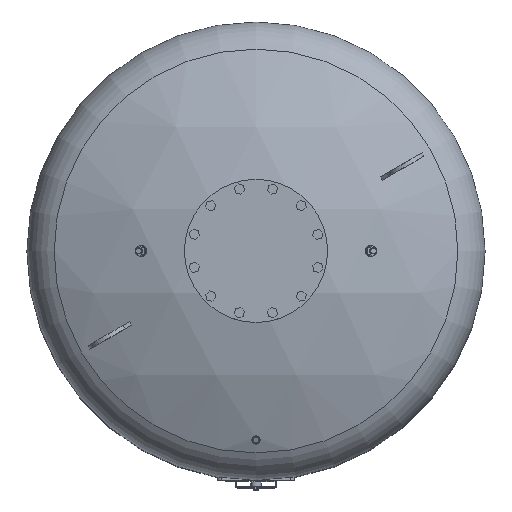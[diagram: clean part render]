
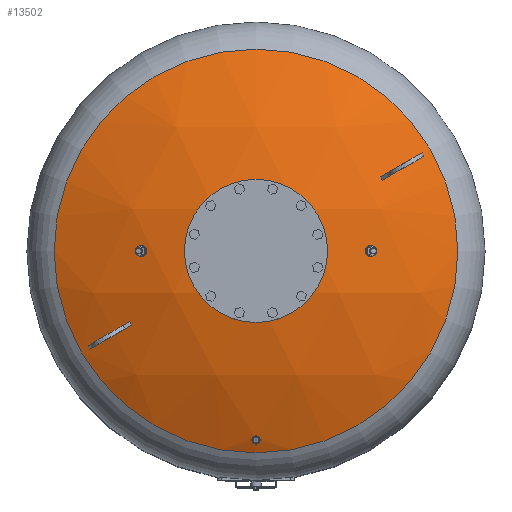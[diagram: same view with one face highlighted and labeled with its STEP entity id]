
A CAD part, top view. The second image highlights one B-rep face of the part: STEP entity #13502.
In plain terms, the highlighted spherical face has radius 1207 mm.
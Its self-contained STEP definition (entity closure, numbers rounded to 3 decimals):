
#32=SPHERICAL_SURFACE('',#14596,1207.);
#51=B_SPLINE_CURVE_WITH_KNOTS('',3,(#21513,#21514,#21515,#21516,#21517,
#21518,#21519,#21520,#21521,#21522,#21523,#21524,#21525,#21526,#21527,#21528,
#21529,#21530,#21531,#21532,#21533,#21534,#21535,#21536,#21537,#21538,#21539,
#21540,#21541,#21542,#21543,#21544,#21545,#21546,#21547,#21548,#21549,#21550,
#21551,#21552,#21553,#21554,#21555,#21556,#21557,#21558,#21559,#21560,#21561,
#21562,#21563,#21564,#21565,#21566,#21567,#21568,#21569,#21570,#21571,#21572,
#21573,#21574,#21575,#21576,#21577,#21578),.UNSPECIFIED.,.T.,.F.,(4,2,2,
2,2,2,2,2,2,2,2,2,2,2,2,2,2,2,2,2,2,2,2,2,2,2,2,2,2,2,2,2,4),(0.,1.997,
3.994,5.991,7.988,10.199,12.411,
14.622,16.833,19.043,21.253,23.463,
25.673,27.67,29.667,31.664,33.66,
35.657,37.654,39.651,41.648,43.858,
46.068,48.278,50.488,52.699,54.91,
57.122,59.333,61.33,63.327,65.324,
67.321),.UNSPECIFIED.);
#220=FACE_BOUND('',#2466,.T.);
#687=CIRCLE('',#14597,528.621);
#1510=FACE_OUTER_BOUND('',#2465,.T.);
#2465=EDGE_LOOP('',(#10936));
#2466=EDGE_LOOP('',(#10937));
#6483=VERTEX_POINT('',#21510);
#6484=VERTEX_POINT('',#21512);
#8077=EDGE_CURVE('',#6483,#6483,#687,.T.);
#8078=EDGE_CURVE('',#6484,#6484,#51,.T.);
#10936=ORIENTED_EDGE('',*,*,#8077,.F.);
#10937=ORIENTED_EDGE('',*,*,#8078,.F.);
#13502=ADVANCED_FACE('',(#1510,#220),#32,.T.);
#14596=AXIS2_PLACEMENT_3D('',#21509,#17355,#17356);
#14597=AXIS2_PLACEMENT_3D('',#21511,#17357,#17358);
#17355=DIRECTION('center_axis',(0.,-1.,0.));
#17356=DIRECTION('ref_axis',(-1.,0.,0.));
#17357=DIRECTION('center_axis',(0.,0.,
-1.));
#17358=DIRECTION('ref_axis',(1.,0.,0.));
#21509=CARTESIAN_POINT('Origin',(0.,0.,
725.));
#21510=CARTESIAN_POINT('',(528.621,0.,1810.085));
#21511=CARTESIAN_POINT('Origin',(0.,0.,
1810.085));
#21512=CARTESIAN_POINT('',(0.,-505.65,1820.978));
#21513=CARTESIAN_POINT('Ctrl Pts',(0.,-505.65,1820.978));
#21514=CARTESIAN_POINT('Ctrl Pts',(0.666,-505.65,1820.978));
#21515=CARTESIAN_POINT('Ctrl Pts',(1.352,-505.587,1821.006));
#21516=CARTESIAN_POINT('Ctrl Pts',(2.711,-505.322,1821.126));
#21517=CARTESIAN_POINT('Ctrl Pts',(3.385,-505.122,1821.216));
#21518=CARTESIAN_POINT('Ctrl Pts',(4.672,-504.596,1821.454));
#21519=CARTESIAN_POINT('Ctrl Pts',(5.286,-504.27,1821.601));
#21520=CARTESIAN_POINT('Ctrl Pts',(6.418,-503.526,1821.937));
#21521=CARTESIAN_POINT('Ctrl Pts',(6.936,-503.107,1822.126));
#21522=CARTESIAN_POINT('Ctrl Pts',(7.899,-502.178,1822.545));
#21523=CARTESIAN_POINT('Ctrl Pts',(8.368,-501.627,1822.793));
#21524=CARTESIAN_POINT('Ctrl Pts',(9.188,-500.434,1823.331));
#21525=CARTESIAN_POINT('Ctrl Pts',(9.539,-499.791,1823.621));
#21526=CARTESIAN_POINT('Ctrl Pts',(10.1,-498.454,1824.223));
#21527=CARTESIAN_POINT('Ctrl Pts',(10.31,-497.76,1824.535));
#21528=CARTESIAN_POINT('Ctrl Pts',(10.585,-496.369,1825.161));
#21529=CARTESIAN_POINT('Ctrl Pts',(10.65,-495.672,1825.475));
#21530=CARTESIAN_POINT('Ctrl Pts',(10.65,-494.328,1826.079));
#21531=CARTESIAN_POINT('Ctrl Pts',(10.585,-493.631,1826.393));
#21532=CARTESIAN_POINT('Ctrl Pts',(10.311,-492.241,1827.017));
#21533=CARTESIAN_POINT('Ctrl Pts',(10.101,-491.547,1827.329));
#21534=CARTESIAN_POINT('Ctrl Pts',(9.54,-490.211,1827.929));
#21535=CARTESIAN_POINT('Ctrl Pts',(9.189,-489.567,1828.218));
#21536=CARTESIAN_POINT('Ctrl Pts',(8.369,-488.374,1828.753));
#21537=CARTESIAN_POINT('Ctrl Pts',(7.9,-487.823,1829.));
#21538=CARTESIAN_POINT('Ctrl Pts',(6.937,-486.894,1829.416));
#21539=CARTESIAN_POINT('Ctrl Pts',(6.419,-486.475,1829.604));
#21540=CARTESIAN_POINT('Ctrl Pts',(5.286,-485.73,1829.938));
#21541=CARTESIAN_POINT('Ctrl Pts',(4.672,-485.404,1830.084));
#21542=CARTESIAN_POINT('Ctrl Pts',(3.385,-484.878,1830.319));
#21543=CARTESIAN_POINT('Ctrl Pts',(2.711,-484.678,1830.409));
#21544=CARTESIAN_POINT('Ctrl Pts',(1.352,-484.413,1830.528));
#21545=CARTESIAN_POINT('Ctrl Pts',(0.666,-484.35,1830.556));
#21546=CARTESIAN_POINT('Ctrl Pts',(-0.666,-484.35,1830.556));
#21547=CARTESIAN_POINT('Ctrl Pts',(-1.352,-484.413,
1830.528));
#21548=CARTESIAN_POINT('Ctrl Pts',(-2.711,-484.678,
1830.409));
#21549=CARTESIAN_POINT('Ctrl Pts',(-3.385,-484.878,
1830.319));
#21550=CARTESIAN_POINT('Ctrl Pts',(-4.672,-485.404,1830.084));
#21551=CARTESIAN_POINT('Ctrl Pts',(-5.286,-485.73,
1829.938));
#21552=CARTESIAN_POINT('Ctrl Pts',(-6.419,-486.475,
1829.604));
#21553=CARTESIAN_POINT('Ctrl Pts',(-6.937,-486.894,
1829.416));
#21554=CARTESIAN_POINT('Ctrl Pts',(-7.9,-487.823,
1829.));
#21555=CARTESIAN_POINT('Ctrl Pts',(-8.369,-488.374,
1828.753));
#21556=CARTESIAN_POINT('Ctrl Pts',(-9.189,-489.567,
1828.218));
#21557=CARTESIAN_POINT('Ctrl Pts',(-9.54,-490.211,
1827.929));
#21558=CARTESIAN_POINT('Ctrl Pts',(-10.101,-491.547,
1827.329));
#21559=CARTESIAN_POINT('Ctrl Pts',(-10.311,-492.241,
1827.017));
#21560=CARTESIAN_POINT('Ctrl Pts',(-10.585,-493.631,
1826.393));
#21561=CARTESIAN_POINT('Ctrl Pts',(-10.65,-494.328,
1826.079));
#21562=CARTESIAN_POINT('Ctrl Pts',(-10.65,-495.672,
1825.475));
#21563=CARTESIAN_POINT('Ctrl Pts',(-10.585,-496.369,
1825.161));
#21564=CARTESIAN_POINT('Ctrl Pts',(-10.31,-497.76,1824.535));
#21565=CARTESIAN_POINT('Ctrl Pts',(-10.1,-498.454,
1824.223));
#21566=CARTESIAN_POINT('Ctrl Pts',(-9.539,-499.791,
1823.621));
#21567=CARTESIAN_POINT('Ctrl Pts',(-9.188,-500.434,
1823.331));
#21568=CARTESIAN_POINT('Ctrl Pts',(-8.368,-501.627,1822.793));
#21569=CARTESIAN_POINT('Ctrl Pts',(-7.899,-502.178,1822.545));
#21570=CARTESIAN_POINT('Ctrl Pts',(-6.936,-503.107,
1822.126));
#21571=CARTESIAN_POINT('Ctrl Pts',(-6.418,-503.526,1821.937));
#21572=CARTESIAN_POINT('Ctrl Pts',(-5.286,-504.27,
1821.601));
#21573=CARTESIAN_POINT('Ctrl Pts',(-4.672,-504.596,
1821.454));
#21574=CARTESIAN_POINT('Ctrl Pts',(-3.385,-505.122,
1821.216));
#21575=CARTESIAN_POINT('Ctrl Pts',(-2.711,-505.322,
1821.126));
#21576=CARTESIAN_POINT('Ctrl Pts',(-1.352,-505.587,1821.006));
#21577=CARTESIAN_POINT('Ctrl Pts',(-0.666,-505.65,1820.978));
#21578=CARTESIAN_POINT('Ctrl Pts',(0.,-505.65,1820.978));
